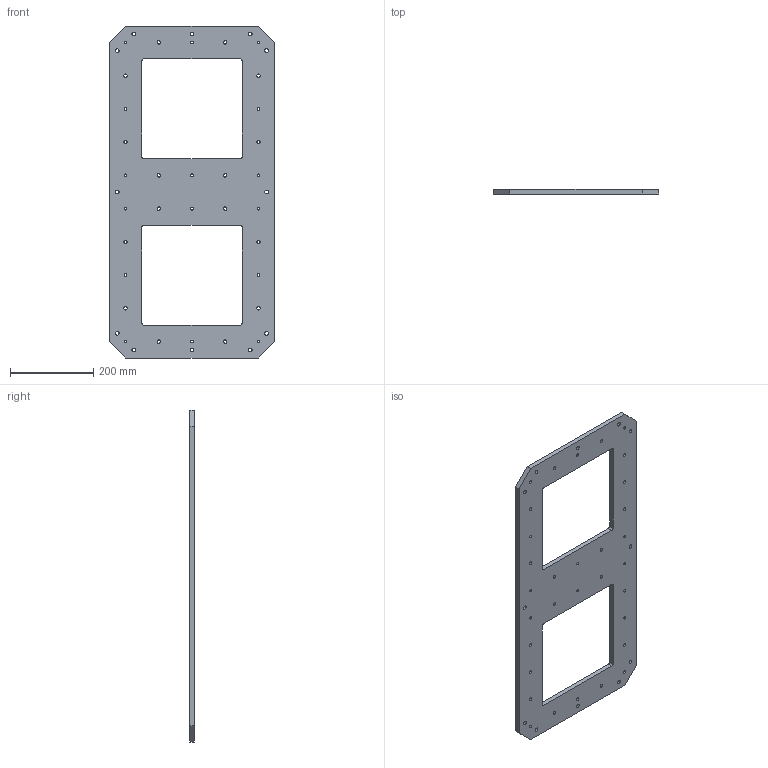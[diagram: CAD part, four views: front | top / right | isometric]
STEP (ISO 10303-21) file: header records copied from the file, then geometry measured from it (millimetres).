
FILE_DESCRIPTION (( 'STEP AP214' ), '1' );
FILE_NAME ('1x2_table-tabletop-ahl-001.STEP', '2014-02-27T19:25:59', ( '' ), ( '' ), 'SwSTEP 2.0', 'SolidWorks 2013', '' );
FILE_SCHEMA (( 'AUTOMOTIVE_DESIGN' ));
Length unit declared in the file: millimetre
Products named in the file (1): 1x2_table-tabletop-ahl-001
Bounding box: 399 x 12 x 799 mm (x, y, z)
Volume: 2363982.5 mm3; surface area: 457814.5 mm2
Topology: 1 solids, 1 shells, 138 faces, 384 edges, 248 vertices
Faces by surface type: cylinder 96, cone 24, plane 18
Entity records: 5082 total; most frequent: DIRECTION 878, CARTESIAN_POINT 771, ORIENTED_EDGE 768, EDGE_CURVE 384, AXIS2_PLACEMENT_3D 355, VERTEX_POINT 248, EDGE_LOOP 230, CIRCLE 216
